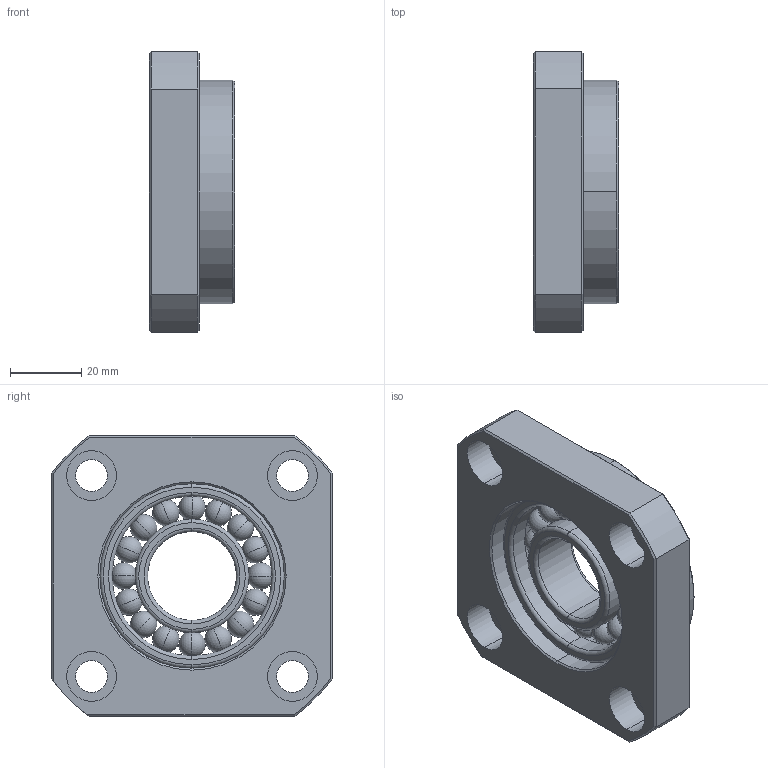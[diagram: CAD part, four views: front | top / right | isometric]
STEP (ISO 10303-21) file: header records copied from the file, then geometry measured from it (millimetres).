
FILE_DESCRIPTION (( 'STEP AP203' ), '1' );
FILE_NAME ('FF25²Õ¦X¥ó.STEP', '2010-10-04T07:45:57', ( '' ), ( '' ), 'SwSTEP 2.0', 'SolidWorks 2008', '' );
FILE_SCHEMA (( 'CONFIG_CONTROL_DESIGN' ));
Length unit declared in the file: millimetre
Products named in the file (1): FF25組合件
Bounding box: 24 x 79 x 79 mm (x, y, z)
Volume: 73752.6 mm3; surface area: 30513.5 mm2
Topology: 19 solids, 19 shells, 126 faces, 315 edges, 200 vertices
Faces by surface type: cylinder 36, sphere 32, plane 23, torus 22, cone 13
Entity records: 3287 total; most frequent: DIRECTION 630, CARTESIAN_POINT 562, ORIENTED_EDGE 470, AXIS2_PLACEMENT_3D 284, EDGE_CURVE 235, CIRCLE 157, VERTEX_POINT 152, EDGE_LOOP 145
